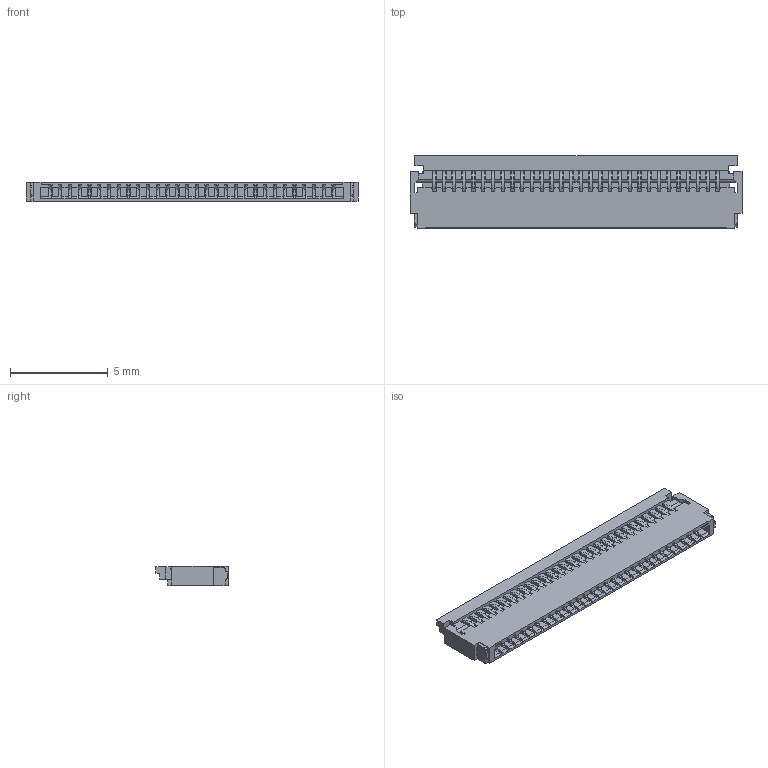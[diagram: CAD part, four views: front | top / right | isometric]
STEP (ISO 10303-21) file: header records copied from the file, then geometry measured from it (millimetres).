
FILE_DESCRIPTION(/* description */ ('Unknown'),/* implementation_level */ '2;1');
FILE_NAME(/* name */ '687130182122',/* time_stamp */ '2016-06-17T10:55:39+02:00',/* author */ ('Unknown'),/* organization */ ('Unknown'),/* preprocessor_version */ 'ST-DEVELOPER v16.7',/* originating_system */ 'DEX',/* authorisation */ $);
FILE_SCHEMA (('AUTOMOTIVE_DESIGN {1 0 10303 214 3 1 1}'));
Length unit declared in the file: millimetre
Products named in the file (5): 6871xx182122; 687130182122; 6871xx182122_Pad; 6871xx182122_Pin; 687130182122_Actuator
Assembly tree (34 placements, depth 2):
  6871xx182122
    687130182122
    6871xx182122_Pad  x2
    6871xx182122_Pin  x30
    687130182122_Actuator
Bounding box: 17 x 3.7 x 0.98 mm (x, y, z)
Volume: 36.6 mm3; surface area: 439.4 mm2
Topology: 34 solids, 34 shells, 1605 faces, 4819 edges, 3192 vertices
Faces by surface type: plane 1385, cylinder 220
Entity records: 27337 total; most frequent: ORIENTED_EDGE 4966, CARTESIAN_POINT 4919, DIRECTION 4073, EDGE_CURVE 2483, LINE 2457, VECTOR 2457, VERTEX_POINT 1654, AXIS2_PLACEMENT_3D 808
